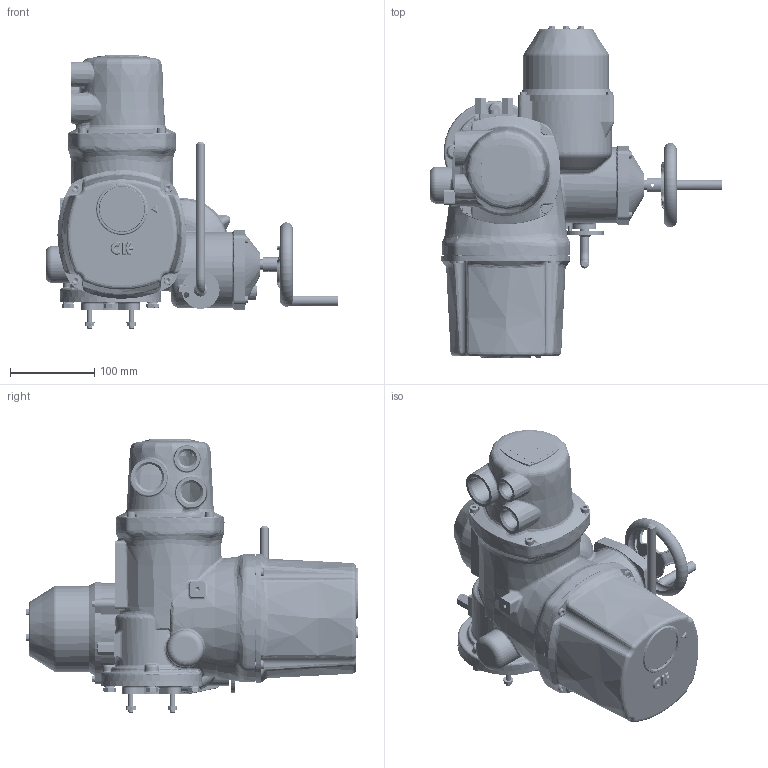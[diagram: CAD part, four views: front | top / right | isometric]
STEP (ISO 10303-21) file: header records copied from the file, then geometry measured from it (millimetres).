
FILE_DESCRIPTION(/* description */ ('Unknown'),/* implementation_level */ '2;1');
FILE_NAME(/* name */ 'CKQ135-BASIC',/* time_stamp */ '2022-09-05T12:29:13+06:00',/* author */ ('Unknown'),/* organization */ ('Unknown'),/* preprocessor_version */ 'ST-DEVELOPER v16.7',/* originating_system */ 'Solid Edge',/* authorisation */ 'Unknown');
FILE_SCHEMA (('AUTOMOTIVE_DESIGN {1 0 10303 214 3 1 1}'));
Products named in the file (3): CKQ135-BASIC; CKQ135-SET; B7754
Assembly tree (2 placements, depth 2):
  CKQ135-BASIC
    CKQ135-SET
    B7754
Bounding box: 347.55 x 393.87 x 324.21 mm (x, y, z)
Volume: 2517177.1 mm3; surface area: 864743.5 mm2
Topology: 77 solids, 78 shells, 4755 faces, 11513 edges, 7165 vertices
Faces by surface type: plane 1998, bspline 963, cylinder 854, cone 444, torus 409, sphere 87
Full cylindrical faces by diameter (mm): 2.387 x8, 2.459 x19, 2.5 x3, 3 x3, 3.2 x4, 3.242 x10, 4 x7, 4.134 x7, 4.2 x11, 4.5 x4, 4.917 x20, 5 x10, 5.1 x10, 5.5 x14, 5.9 x4, 6 x22, 6.3 x4, 6.45 x4, 6.47 x4, 6.5 x1, 6.6 x4, 6.647 x6, 6.75 x2, 6.77 x2, 6.8 x4, 8 x21, 8.5 x4, 9.99 x3, 10 x9, 10.22 x4
Entity records: 180269 total; most frequent: CARTESIAN_POINT 64495, ORIENTED_EDGE 21108, DIRECTION 16964, EDGE_CURVE 10554, AXIS2_PLACEMENT_3D 7065, VERTEX_POINT 6952, FACE_BOUND 5900, EDGE_LOOP 5844
